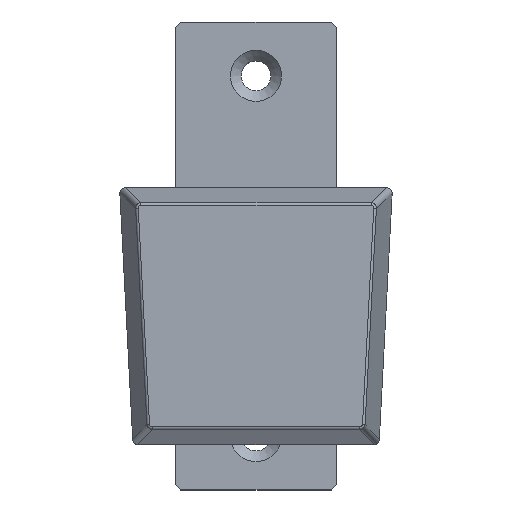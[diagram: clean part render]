
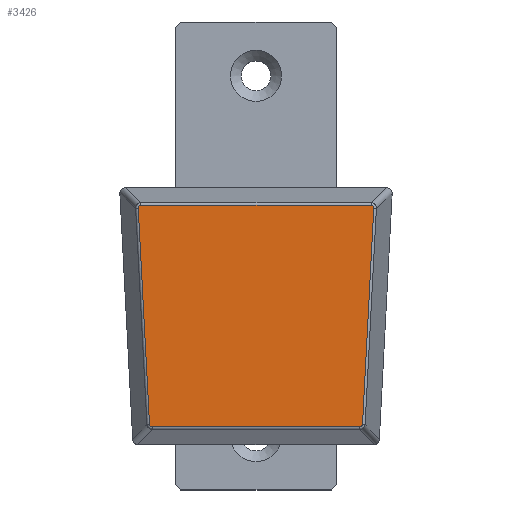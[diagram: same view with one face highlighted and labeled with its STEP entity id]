
A CAD part, top view. The second image highlights one B-rep face of the part: STEP entity #3426.
In plain terms, the highlighted planar face has unit normal (0, 0, 1).
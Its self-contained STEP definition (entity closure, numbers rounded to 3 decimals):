
#74 = VERTEX_POINT ( 'NONE', #8394 ) ;
#171 = VERTEX_POINT ( 'NONE', #5358 ) ;
#587 = DIRECTION ( 'NONE',  ( 0., 0., -1. ) ) ;
#772 = VERTEX_POINT ( 'NONE', #5966 ) ;
#1131 = CARTESIAN_POINT ( 'NONE',  ( 0., -19.365, 13. ) ) ;
#1132 = VERTEX_POINT ( 'NONE', #11683 ) ;
#1927 = CARTESIAN_POINT ( 'NONE',  ( -19.312, -19.365, 13. ) ) ;
#2026 = CARTESIAN_POINT ( 'NONE',  ( -19.588, -19.365, 13. ) ) ;
#2115 = CARTESIAN_POINT ( 'NONE',  ( 21.894, 21.327, 13. ) ) ;
#2131 = CARTESIAN_POINT ( 'NONE',  ( -21.407, 21.839, 13. ) ) ;
#2261 = CARTESIAN_POINT ( 'NONE',  ( 21.407, 21.839, 13. ) ) ;
#2663 = CARTESIAN_POINT ( 'NONE',  ( 19.784, -19.179, 13. ) ) ;
#2877 = ORIENTED_EDGE ( 'NONE', *, *, #7501, .T. ) ;
#2885 = CARTESIAN_POINT ( 'NONE',  ( 20.727, -1.08, 13. ) ) ;
#3114 = CARTESIAN_POINT ( 'NONE',  ( -21.894, 21.327, 13. ) ) ;
#3257 = ORIENTED_EDGE ( 'NONE', *, *, #6671, .T. ) ;
#3339 = CARTESIAN_POINT ( 'NONE',  ( 21.894, 21.327, 13. ) ) ;
#3426 = ADVANCED_FACE ( 'NONE', ( #8233 ), #11976, .F. ) ;
#3797 = ORIENTED_EDGE ( 'NONE', *, *, #8942, .T. ) ;
#3877 = DIRECTION ( 'NONE',  ( -1., 0., 0. ) ) ;
#3985 = ORIENTED_EDGE ( 'NONE', *, *, #4891, .T. ) ;
#4377 = CARTESIAN_POINT ( 'NONE',  ( 21.91, 21.627, 13. ) ) ;
#4891 = EDGE_CURVE ( 'NONE', #7019, #1132, #12381, .T. ) ;
#5031 = LINE ( 'NONE', #1131, #11928 ) ;
#5080 = EDGE_CURVE ( 'NONE', #12405, #6324, #9296, .T. ) ;
#5190 = CARTESIAN_POINT ( 'NONE',  ( 0., 0., 13. ) ) ;
#5358 = CARTESIAN_POINT ( 'NONE',  ( -19.799, -18.903, 13. ) ) ;
#5570 = CARTESIAN_POINT ( 'NONE',  ( -19.803, -18.818, 13. ) ) ;
#5711 = CARTESIAN_POINT ( 'NONE',  ( -21.894, 21.327, 13. ) ) ;
#5966 = CARTESIAN_POINT ( 'NONE',  ( -21.407, 21.839, 13. ) ) ;
#6324 = VERTEX_POINT ( 'NONE', #13833 ) ;
#6339 = EDGE_CURVE ( 'NONE', #1132, #12405, #9469, .T. ) ;
#6406 = VECTOR ( 'NONE', #8801, 1000. ) ;
#6510 = CARTESIAN_POINT ( 'NONE',  ( -19.784, -19.179, 13. ) ) ;
#6648 = EDGE_CURVE ( 'NONE', #171, #74, #11665, .T. ) ;
#6671 = EDGE_CURVE ( 'NONE', #772, #11829, #11923, .T. ) ;
#7019 = VERTEX_POINT ( 'NONE', #8840 ) ;
#7242 = CARTESIAN_POINT ( 'NONE',  ( 19.312, -19.365, 13. ) ) ;
#7501 = EDGE_CURVE ( 'NONE', #74, #7019, #5031, .T. ) ;
#8233 = FACE_OUTER_BOUND ( 'NONE', #8789, .T. ) ;
#8374 = DIRECTION ( 'NONE',  ( 0.052, 0.999, 0. ) ) ;
#8394 = CARTESIAN_POINT ( 'NONE',  ( -19.312, -19.365, 13. ) ) ;
#8786 = ORIENTED_EDGE ( 'NONE', *, *, #6648, .T. ) ;
#8789 = EDGE_LOOP ( 'NONE', ( #14026, #3257, #3797, #8786, #2877, #3985, #10343, #10608 ) ) ;
#8801 = DIRECTION ( 'NONE',  ( 0.052, -0.999, 0. ) ) ;
#8804 = CARTESIAN_POINT ( 'NONE',  ( -19.799, -18.903, 13. ) ) ;
#8840 = CARTESIAN_POINT ( 'NONE',  ( 19.312, -19.365, 13. ) ) ;
#8942 = EDGE_CURVE ( 'NONE', #11829, #171, #11903, .T. ) ;
#9056 = DIRECTION ( 'NONE',  ( 1., 0., 0. ) ) ;
#9296 =( BOUNDED_CURVE ( )  B_SPLINE_CURVE ( 3, ( #2115, #4377, #13405, #2261 ),
 .UNSPECIFIED., .F., .F. ) 
 B_SPLINE_CURVE_WITH_KNOTS ( ( 4, 4 ),
 ( 5.498, 7.068 ),
 .UNSPECIFIED. ) 
 CURVE ( )  GEOMETRIC_REPRESENTATION_ITEM ( )  RATIONAL_B_SPLINE_CURVE ( ( 1., 0.805, 0.805, 1. ) ) 
 REPRESENTATION_ITEM ( '' )  );
#9469 = LINE ( 'NONE', #2885, #10353 ) ;
#9698 = AXIS2_PLACEMENT_3D ( 'NONE', #5190, #587, #3877 ) ;
#9817 = CARTESIAN_POINT ( 'NONE',  ( -21.708, 21.839, 13. ) ) ;
#9972 = CARTESIAN_POINT ( 'NONE',  ( -21.91, 21.627, 13. ) ) ;
#10343 = ORIENTED_EDGE ( 'NONE', *, *, #6339, .T. ) ;
#10353 = VECTOR ( 'NONE', #8374, 1000. ) ;
#10569 = CARTESIAN_POINT ( 'NONE',  ( 19.799, -18.903, 13. ) ) ;
#10608 = ORIENTED_EDGE ( 'NONE', *, *, #5080, .T. ) ;
#11408 = CARTESIAN_POINT ( 'NONE',  ( 0., 21.839, 13. ) ) ;
#11629 = LINE ( 'NONE', #11408, #12336 ) ;
#11665 =( BOUNDED_CURVE ( )  B_SPLINE_CURVE ( 3, ( #8804, #6510, #2026, #1927 ),
 .UNSPECIFIED., .F., .T. ) 
 B_SPLINE_CURVE_WITH_KNOTS ( ( 4, 4 ),
 ( 5.548, 7.019 ),
 .UNSPECIFIED. ) 
 CURVE ( )  GEOMETRIC_REPRESENTATION_ITEM ( )  RATIONAL_B_SPLINE_CURVE ( ( 1., 0.828, 0.828, 1. ) ) 
 REPRESENTATION_ITEM ( '' )  );
#11683 = CARTESIAN_POINT ( 'NONE',  ( 19.799, -18.903, 13. ) ) ;
#11829 = VERTEX_POINT ( 'NONE', #5711 ) ;
#11895 = CARTESIAN_POINT ( 'NONE',  ( 19.588, -19.365, 13. ) ) ;
#11903 = LINE ( 'NONE', #5570, #6406 ) ;
#11923 =( BOUNDED_CURVE ( )  B_SPLINE_CURVE ( 3, ( #2131, #9817, #9972, #3114 ),
 .UNSPECIFIED., .F., .F. ) 
 B_SPLINE_CURVE_WITH_KNOTS ( ( 4, 4 ),
 ( 2.357, 3.926 ),
 .UNSPECIFIED. ) 
 CURVE ( )  GEOMETRIC_REPRESENTATION_ITEM ( )  RATIONAL_B_SPLINE_CURVE ( ( 1., 0.805, 0.805, 1. ) ) 
 REPRESENTATION_ITEM ( '' )  );
#11928 = VECTOR ( 'NONE', #9056, 1000. ) ;
#11976 = PLANE ( 'NONE',  #9698 ) ;
#12336 = VECTOR ( 'NONE', #12596, 1000. ) ;
#12381 =( BOUNDED_CURVE ( )  B_SPLINE_CURVE ( 3, ( #7242, #11895, #2663, #10569 ),
 .UNSPECIFIED., .F., .T. ) 
 B_SPLINE_CURVE_WITH_KNOTS ( ( 4, 4 ),
 ( 2.406, 3.877 ),
 .UNSPECIFIED. ) 
 CURVE ( )  GEOMETRIC_REPRESENTATION_ITEM ( )  RATIONAL_B_SPLINE_CURVE ( ( 1., 0.828, 0.828, 1. ) ) 
 REPRESENTATION_ITEM ( '' )  );
#12405 = VERTEX_POINT ( 'NONE', #3339 ) ;
#12596 = DIRECTION ( 'NONE',  ( -1., 0., 0. ) ) ;
#12899 = EDGE_CURVE ( 'NONE', #6324, #772, #11629, .T. ) ;
#13405 = CARTESIAN_POINT ( 'NONE',  ( 21.708, 21.839, 13. ) ) ;
#13833 = CARTESIAN_POINT ( 'NONE',  ( 21.407, 21.839, 13. ) ) ;
#14026 = ORIENTED_EDGE ( 'NONE', *, *, #12899, .T. ) ;
